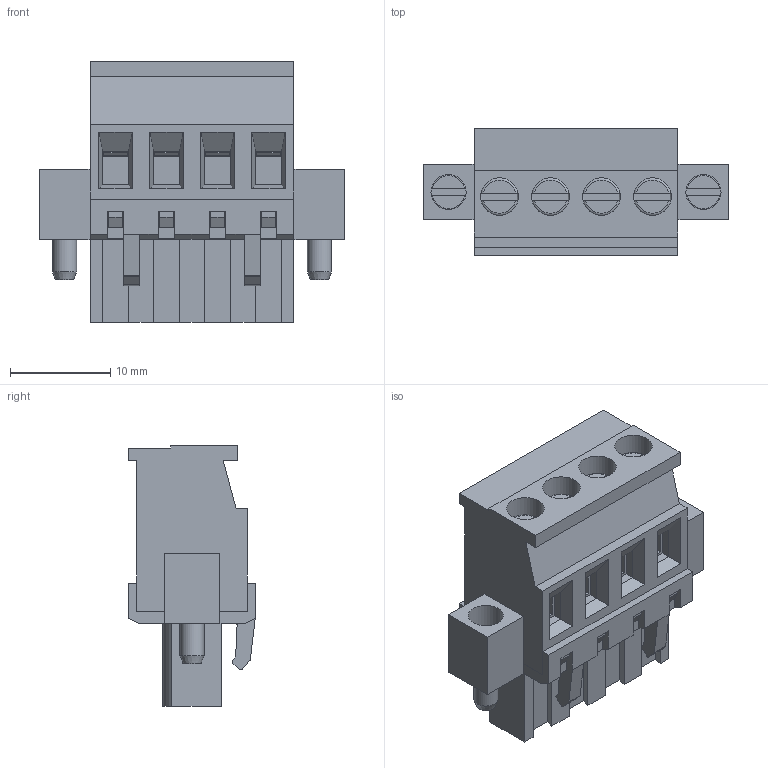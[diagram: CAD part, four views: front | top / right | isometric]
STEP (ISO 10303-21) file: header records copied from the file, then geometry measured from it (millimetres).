
FILE_DESCRIPTION( ( 'Unknown' ), '1' );
FILE_NAME( '691343510004.stp', 'Unknown', ( 'Unknown' ), ( 'Unknown' ), 'PSStep 14.0', 'Unknown', ' ' );
FILE_SCHEMA( ( 'AUTOMOTIVE_DESIGN { 1 0 10303 214 1 1 1 1 }' ) );
Length unit declared in the file: millimetre
Products named in the file (6): Assem1; 6913435100xx_CAGE; 6913435100xx; 6913435100xx_VIS_Flange; 691343510004; 691343510004_BAS
Assembly tree (16 placements, depth 2):
  Assem1
    6913435100xx_CAGE  x4
    6913435100xx  x4
    6913435100xx_VIS_Flange  x6
    691343510004
    691343510004_BAS
Bounding box: 30.48 x 12.6 x 26 mm (x, y, z)
Volume: 3449.7 mm3; surface area: 8075.3 mm2
Topology: 16 solids, 16 shells, 904 faces, 2489 edges, 1619 vertices
Faces by surface type: plane 694, cylinder 178, torus 18, cone 14
Full cylindrical faces by diameter (mm): 1.5 x4, 2.2 x4, 2.4 x8, 2.7 x4, 3 x4, 3.5 x2, 3.75 x4, 3.8 x6
Entity records: 22826 total; most frequent: CARTESIAN_POINT 3224, ORIENTED_EDGE 3144, DIRECTION 2906, EDGE_CURVE 1572, LINE 1414, VECTOR 1414, VERTEX_POINT 1040, AXIS2_PLACEMENT_3D 746
